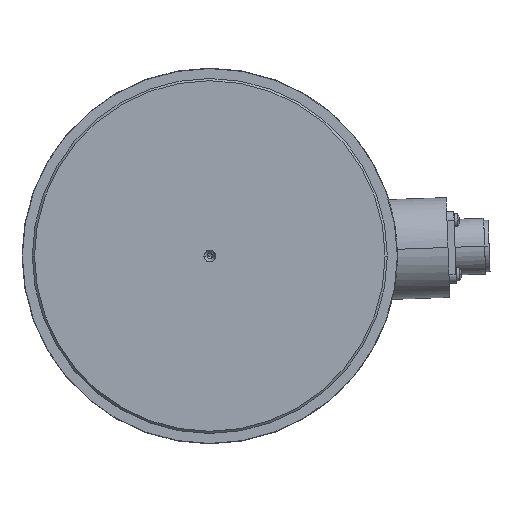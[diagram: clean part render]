
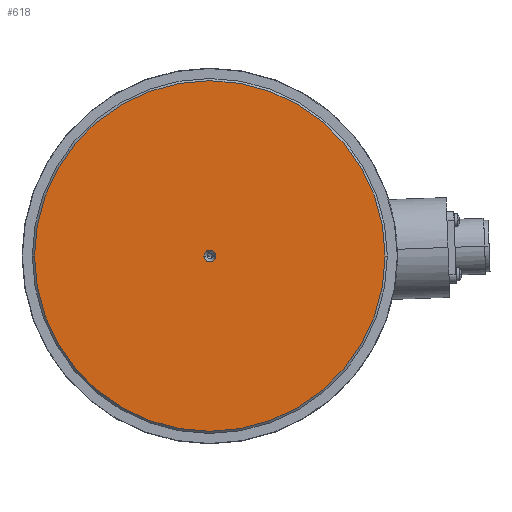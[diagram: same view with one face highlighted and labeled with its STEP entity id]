
A CAD part, left-side view. The second image highlights one B-rep face of the part: STEP entity #618.
In plain terms, the highlighted planar face has unit normal (-1, 0, 0).
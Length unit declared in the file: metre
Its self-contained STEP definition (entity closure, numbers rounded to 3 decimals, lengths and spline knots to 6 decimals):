
#618=ADVANCED_FACE('0:9371',(#1490,#1491),#1492,.T.);
#1490=FACE_OUTER_BOUND('',#2623,.T.);
#1491=FACE_BOUND('',#2624,.T.);
#1492=PLANE('',#2625);
#2623=EDGE_LOOP('',(#4462,#4463));
#2624=EDGE_LOOP('',(#4464,#4465));
#2625=AXIS2_PLACEMENT_3D('',#4466,#4467,#4468);
#4462=ORIENTED_EDGE('',*,*,#7060,.F.);
#4463=ORIENTED_EDGE('',*,*,#7421,.F.);
#4464=ORIENTED_EDGE('',*,*,#7149,.T.);
#4465=ORIENTED_EDGE('',*,*,#7422,.T.);
#4466=CARTESIAN_POINT('',(-0.1,0.04,0.));
#4467=DIRECTION('',(-1.0,0.,0.));
#4468=DIRECTION('',(0.,0.,1.0));
#7060=EDGE_CURVE('0:11333',#8616,#8613,#8618,.T.);
#7149=EDGE_CURVE('0:11336',#8767,#8764,#8768,.T.);
#7421=EDGE_CURVE('',#8613,#8616,#9210,.T.);
#7422=EDGE_CURVE('',#8764,#8767,#9211,.T.);
#8613=VERTEX_POINT('',#11168);
#8616=VERTEX_POINT('',#11172);
#8618=CIRCLE('',#11175,0.079);
#8764=VERTEX_POINT('',#11465);
#8767=VERTEX_POINT('',#11469);
#8768=CIRCLE('',#11470,0.00265);
#9210=CIRCLE('',#12579,0.079);
#9211=CIRCLE('',#12580,0.00265);
#11168=CARTESIAN_POINT('',(-0.1,-0.079,0.));
#11172=CARTESIAN_POINT('',(-0.1,0.079,0.));
#11175=AXIS2_PLACEMENT_3D('',#15427,#15428,#15429);
#11465=CARTESIAN_POINT('',(-0.1,0.00265,0.));
#11469=CARTESIAN_POINT('',(-0.1,-0.00265,0.));
#11470=AXIS2_PLACEMENT_3D('',#15566,#15567,#15568);
#12579=AXIS2_PLACEMENT_3D('',#15927,#15928,#15929);
#12580=AXIS2_PLACEMENT_3D('',#15930,#15931,#15932);
#15427=CARTESIAN_POINT('',(-0.1,0.,0.));
#15428=DIRECTION('',(1.0,0.,0.));
#15429=DIRECTION('',(0.,-1.0,0.));
#15566=CARTESIAN_POINT('',(-0.1,0.,0.));
#15567=DIRECTION('',(1.0,0.,0.));
#15568=DIRECTION('',(0.,1.0,0.));
#15927=CARTESIAN_POINT('',(-0.1,0.,0.));
#15928=DIRECTION('',(1.0,0.,0.));
#15929=DIRECTION('',(0.,-1.0,0.));
#15930=CARTESIAN_POINT('',(-0.1,0.,0.));
#15931=DIRECTION('',(1.0,0.,0.));
#15932=DIRECTION('',(0.,1.0,0.));
